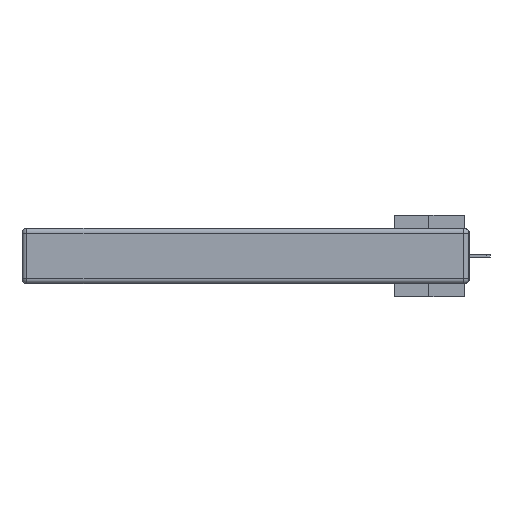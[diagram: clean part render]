
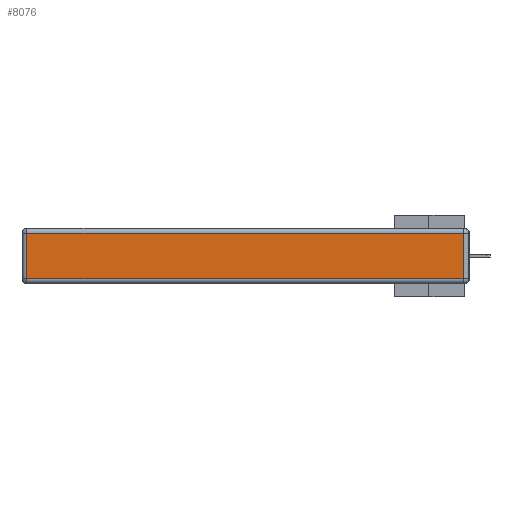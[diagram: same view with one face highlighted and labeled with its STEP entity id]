
A CAD part, left-side view. The second image highlights one B-rep face of the part: STEP entity #8076.
In plain terms, the highlighted planar face has unit normal (-1, 0, 0).
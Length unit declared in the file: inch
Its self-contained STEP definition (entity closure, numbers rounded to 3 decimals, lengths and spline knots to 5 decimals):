
#73 = VERTEX_POINT ( 'NONE', #17461 ) ;
#241 = CARTESIAN_POINT ( 'NONE',  ( 0., 0.03, -0.03 ) ) ;
#1041 = CARTESIAN_POINT ( 'NONE',  ( 0., 2.72, -0.313 ) ) ;
#1257 = PLANE ( 'NONE',  #7507 ) ;
#2271 = VERTEX_POINT ( 'NONE', #7464 ) ;
#5388 = VERTEX_POINT ( 'NONE', #241 ) ;
#6172 = CARTESIAN_POINT ( 'NONE',  ( 0., 0., -0.313 ) ) ;
#6484 = DIRECTION ( 'NONE',  ( -1., 0., 0. ) ) ;
#7464 = CARTESIAN_POINT ( 'NONE',  ( 0., 0.03, -0.313 ) ) ;
#7507 = AXIS2_PLACEMENT_3D ( 'NONE', #8866, #6484, #8640 ) ;
#7541 = VECTOR ( 'NONE', #13687, 39.37008 ) ;
#8076 = ADVANCED_FACE ( 'NONE', ( #15152 ), #1257, .T. ) ;
#8533 = ORIENTED_EDGE ( 'NONE', *, *, #27249, .T. ) ;
#8640 = DIRECTION ( 'NONE',  ( 0., 0., 1. ) ) ;
#8866 = CARTESIAN_POINT ( 'NONE',  ( 0., 0., -0.343 ) ) ;
#10617 = CARTESIAN_POINT ( 'NONE',  ( 0., 2.72, -0.343 ) ) ;
#12291 = VECTOR ( 'NONE', #30551, 39.37008 ) ;
#12344 = CARTESIAN_POINT ( 'NONE',  ( 0., 0.03, -0.343 ) ) ;
#13440 = EDGE_LOOP ( 'NONE', ( #27624, #14972, #8533, #20092 ) ) ;
#13485 = CARTESIAN_POINT ( 'NONE',  ( 0., 2.75, -0.03 ) ) ;
#13687 = DIRECTION ( 'NONE',  ( 0., 1., 0. ) ) ;
#14972 = ORIENTED_EDGE ( 'NONE', *, *, #21615, .T. ) ;
#15152 = FACE_OUTER_BOUND ( 'NONE', #13440, .T. ) ;
#16092 = LINE ( 'NONE', #6172, #30890 ) ;
#17020 = LINE ( 'NONE', #10617, #12291 ) ;
#17101 = VERTEX_POINT ( 'NONE', #1041 ) ;
#17461 = CARTESIAN_POINT ( 'NONE',  ( 0., 2.72, -0.03 ) ) ;
#17595 = DIRECTION ( 'NONE',  ( 0., 0., 1. ) ) ;
#18693 = DIRECTION ( 'NONE',  ( 0., -1., 0. ) ) ;
#19101 = EDGE_CURVE ( 'NONE', #73, #17101, #17020, .T. ) ;
#20092 = ORIENTED_EDGE ( 'NONE', *, *, #19101, .T. ) ;
#20757 = LINE ( 'NONE', #13485, #7541 ) ;
#21615 = EDGE_CURVE ( 'NONE', #2271, #5388, #21721, .T. ) ;
#21721 = LINE ( 'NONE', #12344, #27602 ) ;
#27249 = EDGE_CURVE ( 'NONE', #5388, #73, #20757, .T. ) ;
#27581 = EDGE_CURVE ( 'NONE', #17101, #2271, #16092, .T. ) ;
#27602 = VECTOR ( 'NONE', #17595, 39.37008 ) ;
#27624 = ORIENTED_EDGE ( 'NONE', *, *, #27581, .T. ) ;
#30551 = DIRECTION ( 'NONE',  ( 0., 0., -1. ) ) ;
#30890 = VECTOR ( 'NONE', #18693, 39.37008 ) ;
